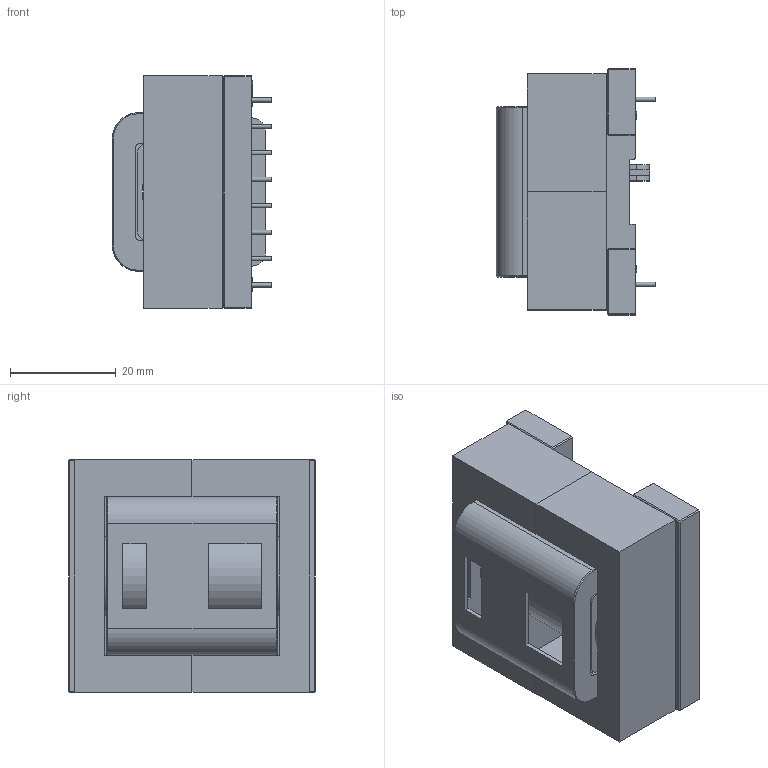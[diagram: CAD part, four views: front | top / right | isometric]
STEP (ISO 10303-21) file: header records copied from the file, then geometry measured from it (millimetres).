
FILE_DESCRIPTION(('FreeCAD Model'),'2;1');
FILE_NAME('Open CASCADE Shape Model','2024-05-16T00:50:38',('Author'),( ''),'Open CASCADE STEP processor 7.6','FreeCAD','Unknown');
FILE_SCHEMA(('AP242_MANAGED_MODEL_BASED_3D_ENGINEERING_MIM_LF. {1 0 10303 442 1 1 4 }'));
Length unit declared in the file: millimetre
Products named in the file (4): ETD44; Bobbin_ETD44; Cover_ETD44; Cores_ETD44
Assembly tree (4 placements, depth 2):
  ETD44
    Bobbin_ETD44
    Cover_ETD44
    Cores_ETD44  x2
Bounding box: 30.2 x 46.6 x 44 mm (x, y, z)
Volume: 27884.6 mm3; surface area: 26360.3 mm2
Topology: 4 solids, 4 shells, 516 faces, 1379 edges, 905 vertices
Faces by surface type: plane 383, cylinder 113, torus 16, cone 4
Full cylindrical faces by diameter (mm): 0.8 x42, 14.8 x2, 15.3 x1, 17 x2
Entity records: 18256 total; most frequent: CARTESIAN_POINT 3057, ORIENTED_EDGE 2702, DIRECTION 2543, EDGE_CURVE 1351, LINE 1035, VECTOR 1035, VERTEX_POINT 886, AXIS2_PLACEMENT_3D 754
